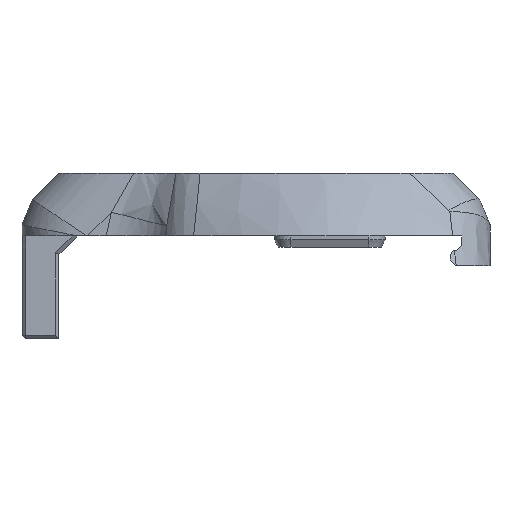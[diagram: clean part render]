
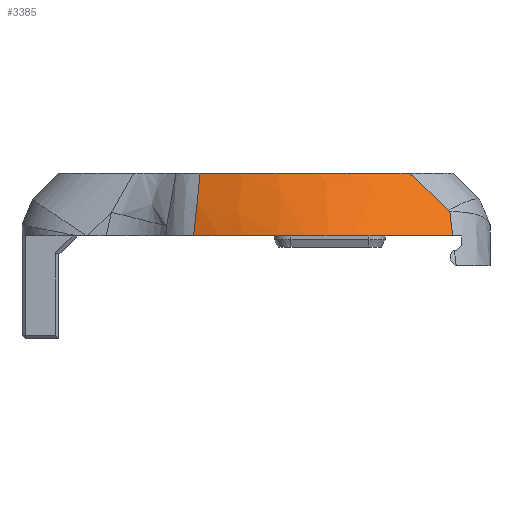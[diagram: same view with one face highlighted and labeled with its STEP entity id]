
A CAD part, front view. The second image highlights one B-rep face of the part: STEP entity #3385.
In plain terms, the highlighted conical face has half-angle 56.494 degrees and reference radius 8.431 mm.
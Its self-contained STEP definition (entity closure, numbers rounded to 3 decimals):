
#50=CONICAL_SURFACE('',#3622,8.432,0.986);
#74=(
BOUNDED_CURVE()
B_SPLINE_CURVE(2,(#4870,#4871,#4872),.UNSPECIFIED.,.F.,.F.)
B_SPLINE_CURVE_WITH_KNOTS((3,3),(0.219,1.974),
 .UNSPECIFIED.)
CURVE()
GEOMETRIC_REPRESENTATION_ITEM()
RATIONAL_B_SPLINE_CURVE((1.191,1.871,1.146))
REPRESENTATION_ITEM('')
);
#80=(
BOUNDED_CURVE()
B_SPLINE_CURVE(2,(#5322,#5323,#5324),.UNSPECIFIED.,.F.,.F.)
B_SPLINE_CURVE_WITH_KNOTS((3,3),(3.183,6.365),
 .UNSPECIFIED.)
CURVE()
GEOMETRIC_REPRESENTATION_ITEM()
RATIONAL_B_SPLINE_CURVE((2.601,2.955,2.417))
REPRESENTATION_ITEM('')
);
#105=B_SPLINE_CURVE_WITH_KNOTS('',3,(#5286,#5287,#5288,#5289),
 .UNSPECIFIED.,.F.,.F.,(4,4),(1.794,2.131),
 .UNSPECIFIED.);
#109=B_SPLINE_CURVE_WITH_KNOTS('',3,(#5308,#5309,#5310,#5311),
 .UNSPECIFIED.,.F.,.F.,(4,4),(-1.96,-1.833),
 .UNSPECIFIED.);
#110=B_SPLINE_CURVE_WITH_KNOTS('',3,(#5313,#5314,#5315,#5316),
 .UNSPECIFIED.,.F.,.F.,(4,4),(1.197,1.206),
 .UNSPECIFIED.);
#111=B_SPLINE_CURVE_WITH_KNOTS('',3,(#5318,#5319,#5320,#5321),
 .UNSPECIFIED.,.F.,.F.,(4,4),(1.198,1.437),
 .UNSPECIFIED.);
#266=FACE_OUTER_BOUND('',#467,.T.);
#467=EDGE_LOOP('',(#2589,#2590,#2591,#2592,#2593,#2594));
#1447=VERTEX_POINT('',#4861);
#1448=VERTEX_POINT('',#4869);
#1528=VERTEX_POINT('',#5285);
#1530=VERTEX_POINT('',#5307);
#1531=VERTEX_POINT('',#5312);
#1532=VERTEX_POINT('',#5317);
#1805=EDGE_CURVE('',#1447,#1448,#74,.T.);
#1925=EDGE_CURVE('',#1448,#1528,#105,.T.);
#1929=EDGE_CURVE('',#1530,#1447,#109,.T.);
#1930=EDGE_CURVE('',#1531,#1530,#110,.T.);
#1931=EDGE_CURVE('',#1532,#1531,#111,.T.);
#1932=EDGE_CURVE('',#1528,#1532,#80,.F.);
#2589=ORIENTED_EDGE('',*,*,#1805,.F.);
#2590=ORIENTED_EDGE('',*,*,#1929,.F.);
#2591=ORIENTED_EDGE('',*,*,#1930,.F.);
#2592=ORIENTED_EDGE('',*,*,#1931,.F.);
#2593=ORIENTED_EDGE('',*,*,#1932,.F.);
#2594=ORIENTED_EDGE('',*,*,#1925,.F.);
#3385=ADVANCED_FACE('',(#266),#50,.T.);
#3622=AXIS2_PLACEMENT_3D('',#5306,#4164,#4165);
#4164=DIRECTION('center_axis',(0.,1.,0.));
#4165=DIRECTION('ref_axis',(1.,0.,0.));
#4861=CARTESIAN_POINT('',(6.645,-4.827,5.6));
#4869=CARTESIAN_POINT('',(-7.37,-4.455,5.6));
#4870=CARTESIAN_POINT('Ctrl Pts',(6.645,-4.827,5.6));
#4871=CARTESIAN_POINT('Ctrl Pts',(-0.143,-8.264,
5.6));
#4872=CARTESIAN_POINT('Ctrl Pts',(-7.37,-4.455,5.6));
#5285=CARTESIAN_POINT('',(-7.02,-3.026,9.));
#5286=CARTESIAN_POINT('Ctrl Pts',(-7.37,-4.455,5.6));
#5287=CARTESIAN_POINT('Ctrl Pts',(-7.238,-4.038,6.815));
#5288=CARTESIAN_POINT('Ctrl Pts',(-7.119,-3.546,7.93));
#5289=CARTESIAN_POINT('Ctrl Pts',(-7.02,-3.026,9.));
#5306=CARTESIAN_POINT('Origin',(-0.002,-5.,0.));
#5307=CARTESIAN_POINT('',(6.491,-4.304,6.912));
#5308=CARTESIAN_POINT('Ctrl Pts',(6.491,-4.305,6.912));
#5309=CARTESIAN_POINT('Ctrl Pts',(6.541,-4.488,6.488));
#5310=CARTESIAN_POINT('Ctrl Pts',(6.593,-4.664,6.053));
#5311=CARTESIAN_POINT('Ctrl Pts',(6.647,-4.829,5.601));
#5312=CARTESIAN_POINT('',(6.443,-4.28,7.005));
#5313=CARTESIAN_POINT('Ctrl Pts',(6.443,-4.28,7.005));
#5314=CARTESIAN_POINT('Ctrl Pts',(6.459,-4.288,6.974));
#5315=CARTESIAN_POINT('Ctrl Pts',(6.475,-4.296,6.943));
#5316=CARTESIAN_POINT('Ctrl Pts',(6.491,-4.304,6.912));
#5317=CARTESIAN_POINT('',(4.294,-3.98,9.));
#5318=CARTESIAN_POINT('Ctrl Pts',(4.294,-3.98,9.));
#5319=CARTESIAN_POINT('Ctrl Pts',(5.003,-4.151,8.374));
#5320=CARTESIAN_POINT('Ctrl Pts',(5.731,-4.257,7.703));
#5321=CARTESIAN_POINT('Ctrl Pts',(6.443,-4.279,7.005));
#5322=CARTESIAN_POINT('Ctrl Pts',(4.294,-3.98,9.));
#5323=CARTESIAN_POINT('Ctrl Pts',(-0.982,-5.484,
9.));
#5324=CARTESIAN_POINT('Ctrl Pts',(-7.02,-3.026,9.));
